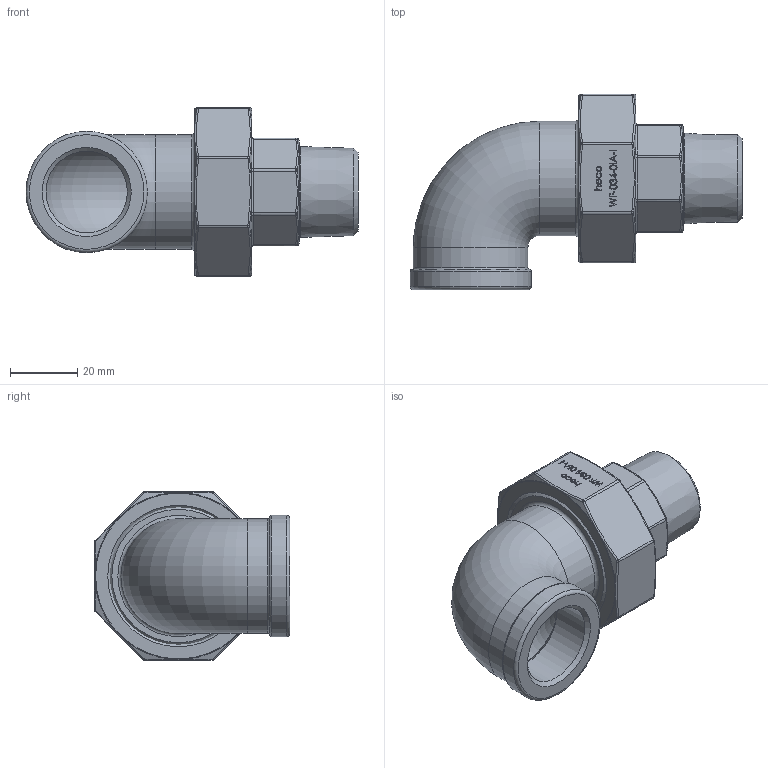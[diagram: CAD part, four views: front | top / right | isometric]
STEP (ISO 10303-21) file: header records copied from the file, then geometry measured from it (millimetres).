
FILE_DESCRIPTION (( 'STEP AP214' ), '1' );
FILE_NAME ('WF-034-0IA-I Winkelverschraubung flach 2202.STEP', '2022-02-16T12:28:54', ( '' ), ( '' ), 'SwSTEP 2.0', 'SolidWorks 2019', '' );
FILE_SCHEMA (( 'AUTOMOTIVE_DESIGN' ));
Length unit declared in the file: millimetre
Products named in the file (1): WF-034-0IA-I Winkelverschraubung flach 2202
Bounding box: 98.5 x 58 x 50 mm (x, y, z)
Volume: 55004.3 mm3; surface area: 30232.2 mm2
Topology: 4 solids, 4 shells, 368 faces, 908 edges, 545 vertices
Faces by surface type: plane 135, bspline 132, cylinder 39, torus 36, cone 26
Full cylindrical faces by diameter (mm): 20 x1, 24 x1, 24.12 x1, 28 x2, 29 x1, 34 x2, 36 x2, 36.5 x1, 39.5 x2, 39.84 x1, 42 x1
Entity records: 19669 total; most frequent: CARTESIAN_POINT 8278, ORIENTED_EDGE 1614, DIRECTION 1164, EDGE_CURVE 807, VERTEX_POINT 527, EDGE_LOOP 456, FACE_OUTER_BOUND 411, AXIS2_PLACEMENT_3D 400
